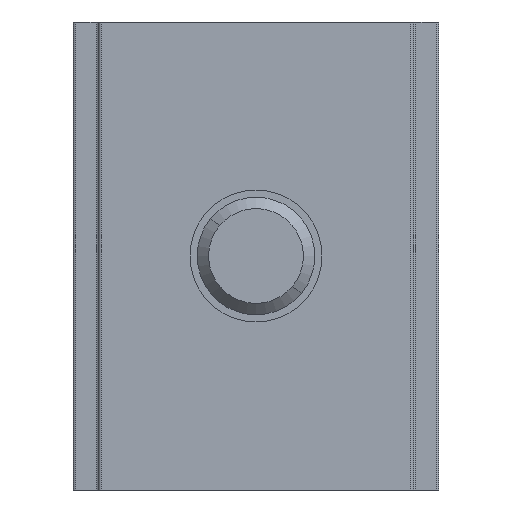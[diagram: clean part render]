
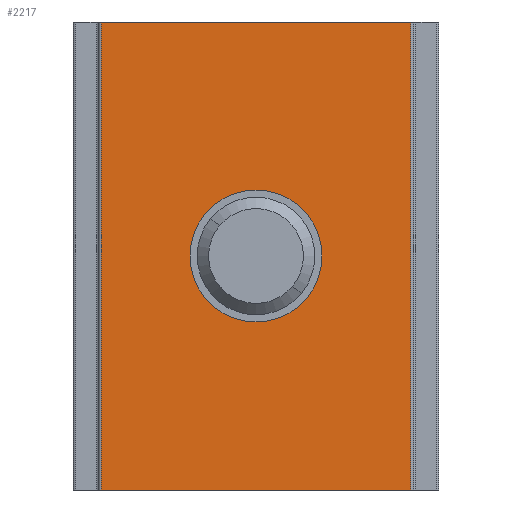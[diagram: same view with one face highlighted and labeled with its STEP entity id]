
A CAD part, front view. The second image highlights one B-rep face of the part: STEP entity #2217.
In plain terms, the highlighted planar face has unit normal (0, -1, 0).
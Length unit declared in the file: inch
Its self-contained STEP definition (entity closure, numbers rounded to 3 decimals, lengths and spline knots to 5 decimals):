
#13 = LINE ( 'NONE', #252, #746 ) ;
#121 = DIRECTION ( 'NONE',  ( -1., 0., 0. ) ) ;
#242 = CARTESIAN_POINT ( 'NONE',  ( -0.311, 0., -0.47 ) ) ;
#252 = CARTESIAN_POINT ( 'NONE',  ( -0.311, 0., 0.47 ) ) ;
#288 = VECTOR ( 'NONE', #121, 39.37008 ) ;
#303 = CARTESIAN_POINT ( 'NONE',  ( 0., 0., 0. ) ) ;
#337 = VERTEX_POINT ( 'NONE', #1212 ) ;
#380 = CARTESIAN_POINT ( 'NONE',  ( 0.311, 0., 0.47 ) ) ;
#507 = ORIENTED_EDGE ( 'NONE', *, *, #644, .F. ) ;
#526 = DIRECTION ( 'NONE',  ( 0., 0., 1. ) ) ;
#588 = DIRECTION ( 'NONE',  ( 0., 0., 1. ) ) ;
#611 = EDGE_CURVE ( 'NONE', #1966, #337, #13, .T. ) ;
#616 = ORIENTED_EDGE ( 'NONE', *, *, #1143, .F. ) ;
#629 = CARTESIAN_POINT ( 'NONE',  ( 0., 0., -0.1325 ) ) ;
#635 = DIRECTION ( 'NONE',  ( 0., 1., 0. ) ) ;
#644 = EDGE_CURVE ( 'NONE', #1862, #1240, #1404, .T. ) ;
#698 = DIRECTION ( 'NONE',  ( 1., 0., 0. ) ) ;
#735 = VECTOR ( 'NONE', #588, 39.37008 ) ;
#746 = VECTOR ( 'NONE', #698, 39.37008 ) ;
#844 = CARTESIAN_POINT ( 'NONE',  ( -0.311, 0., 0.47 ) ) ;
#972 = ORIENTED_EDGE ( 'NONE', *, *, #611, .F. ) ;
#998 = AXIS2_PLACEMENT_3D ( 'NONE', #2806, #635, #1967 ) ;
#1060 = PLANE ( 'NONE',  #998 ) ;
#1143 = EDGE_CURVE ( 'NONE', #337, #1532, #1812, .T. ) ;
#1212 = CARTESIAN_POINT ( 'NONE',  ( 0.311, 0., 0.47 ) ) ;
#1224 = FACE_OUTER_BOUND ( 'NONE', #2574, .T. ) ;
#1240 = VERTEX_POINT ( 'NONE', #629 ) ;
#1248 = DIRECTION ( 'NONE',  ( 0., 0., -1. ) ) ;
#1266 = CARTESIAN_POINT ( 'NONE',  ( 0., 0., 0. ) ) ;
#1276 = ORIENTED_EDGE ( 'NONE', *, *, #1633, .F. ) ;
#1391 = LINE ( 'NONE', #1463, #735 ) ;
#1404 = CIRCLE ( 'NONE', #2609, 0.1325 ) ;
#1430 = VECTOR ( 'NONE', #1248, 39.37008 ) ;
#1440 = FACE_BOUND ( 'NONE', #1655, .T. ) ;
#1463 = CARTESIAN_POINT ( 'NONE',  ( -0.311, 0., 0.47 ) ) ;
#1489 = DIRECTION ( 'NONE',  ( 0., 0., 1. ) ) ;
#1532 = VERTEX_POINT ( 'NONE', #2060 ) ;
#1599 = LINE ( 'NONE', #242, #288 ) ;
#1633 = EDGE_CURVE ( 'NONE', #1240, #1862, #2067, .T. ) ;
#1655 = EDGE_LOOP ( 'NONE', ( #507, #1276 ) ) ;
#1674 = CARTESIAN_POINT ( 'NONE',  ( 0., 0., 0.1325 ) ) ;
#1728 = EDGE_CURVE ( 'NONE', #1532, #1778, #1599, .T. ) ;
#1778 = VERTEX_POINT ( 'NONE', #1794 ) ;
#1794 = CARTESIAN_POINT ( 'NONE',  ( -0.311, 0., -0.47 ) ) ;
#1812 = LINE ( 'NONE', #380, #1430 ) ;
#1844 = DIRECTION ( 'NONE',  ( 0., -1., 0. ) ) ;
#1862 = VERTEX_POINT ( 'NONE', #1674 ) ;
#1966 = VERTEX_POINT ( 'NONE', #844 ) ;
#1967 = DIRECTION ( 'NONE',  ( 0., 0., 1. ) ) ;
#2060 = CARTESIAN_POINT ( 'NONE',  ( 0.311, 0., -0.47 ) ) ;
#2067 = CIRCLE ( 'NONE', #2825, 0.1325 ) ;
#2217 = ADVANCED_FACE ( 'NONE', ( #1440, #1224 ), #1060, .F. ) ;
#2391 = ORIENTED_EDGE ( 'NONE', *, *, #2848, .F. ) ;
#2574 = EDGE_LOOP ( 'NONE', ( #616, #972, #2391, #2885 ) ) ;
#2609 = AXIS2_PLACEMENT_3D ( 'NONE', #1266, #2828, #1489 ) ;
#2806 = CARTESIAN_POINT ( 'NONE',  ( -0.311, 0., 0.47 ) ) ;
#2825 = AXIS2_PLACEMENT_3D ( 'NONE', #303, #1844, #526 ) ;
#2828 = DIRECTION ( 'NONE',  ( 0., -1., 0. ) ) ;
#2848 = EDGE_CURVE ( 'NONE', #1778, #1966, #1391, .T. ) ;
#2885 = ORIENTED_EDGE ( 'NONE', *, *, #1728, .F. ) ;
